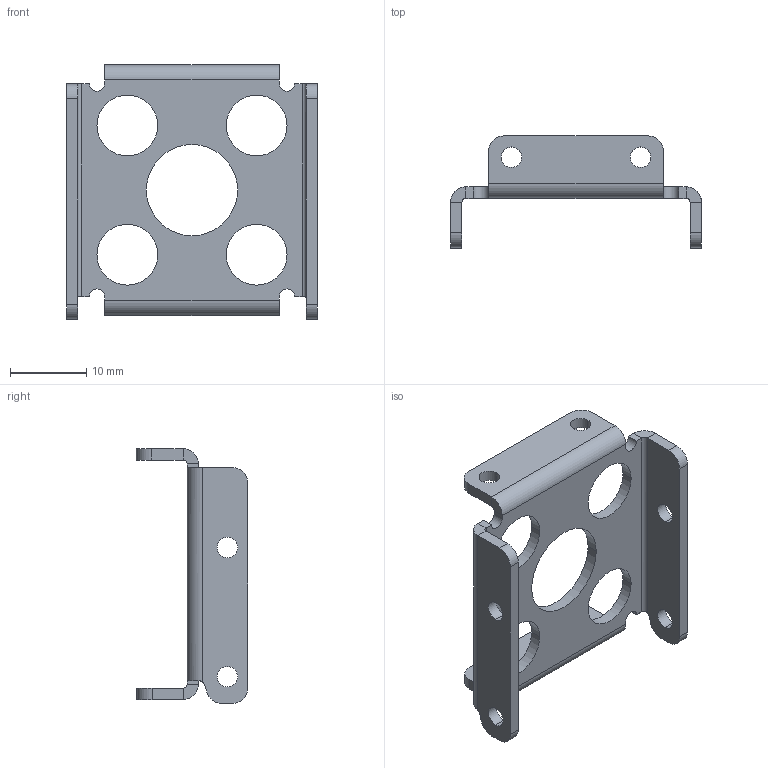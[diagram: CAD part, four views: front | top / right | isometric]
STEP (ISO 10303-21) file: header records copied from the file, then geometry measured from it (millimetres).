
FILE_DESCRIPTION(/* description */ (''),/* implementation_level */ '2;1');
FILE_NAME(/* name */ '11_FR07_SC101.step',/* time_stamp */ '2011-05-25T18:12:05-04:00',/* author */ (''),/* organization */ (''),/* preprocessor_version */ 'ST-DEVELOPER v11',/* originating_system */ 'SIEMENS PLM Software NX 7.0',/* authorisation */ '');
FILE_SCHEMA (('AUTOMOTIVE_DESIGN { 1 0 10303 214 1 1 1 1 }'));
Length unit declared in the file: millimetre
Products named in the file (1): 11_FR07_SC101
Bounding box: 33 x 14.7 x 33.5 mm (x, y, z)
Volume: 1969.3 mm3; surface area: 3215.6 mm2
Topology: 1 solids, 1 shells, 90 faces, 236 edges, 148 vertices
Faces by surface type: cylinder 50, plane 40
Entity records: 2873 total; most frequent: DIRECTION 513, CARTESIAN_POINT 505, ORIENTED_EDGE 472, EDGE_CURVE 236, AXIS2_PLACEMENT_3D 190, VERTEX_POINT 148, LINE 133, VECTOR 133
